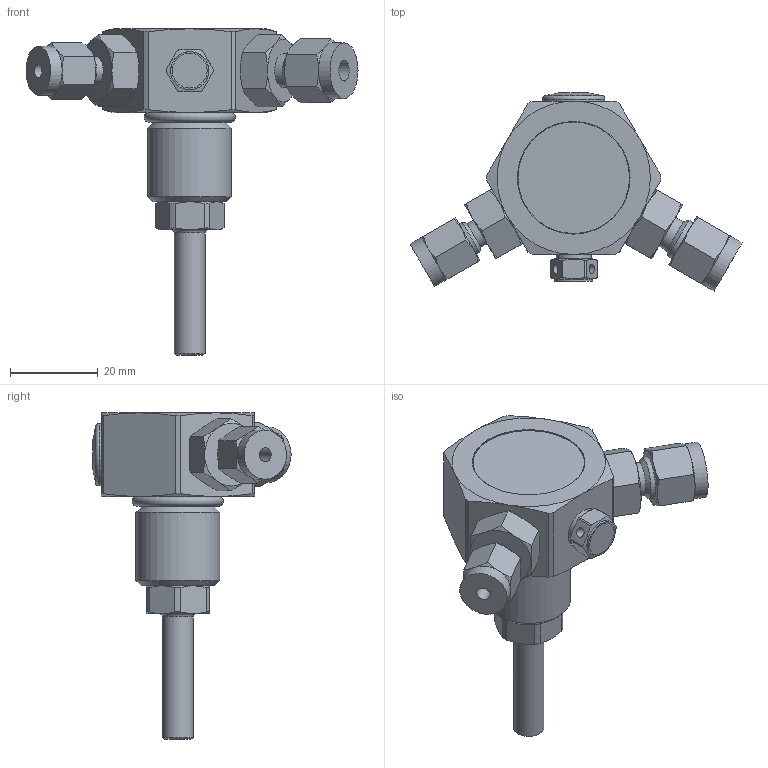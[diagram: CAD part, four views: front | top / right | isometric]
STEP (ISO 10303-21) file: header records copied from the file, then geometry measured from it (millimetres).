
FILE_DESCRIPTION(('STEP AP214'),'1');
FILE_NAME('00MAN-0026-00 (LPM-75-KF High Pressure Manifold) _Customer Model_.stp','2024-03-28T20:15:21',(' '),(' '),'Spatial InterOp 3D',' ',' ');
FILE_SCHEMA(('AUTOMOTIVE_DESIGN { 1 0 10303 214 1 1 1 1 }'));
Length unit declared in the file: inch
Products named in the file (17): 00MAN-0026-00 (LPM-75-KF High Pressure Manifold) [Customer Model]; 00MAN-0020-00$-2 (Low Profile Cylinder Manifold (LPM), SAE-8M + 3xSAE-4Fx120° + HPRD); 00HDW-0108-00 (SAE-4M x 1/8" Tube Adapter, Brass); 00HDW-0110-00 (SAE-4M x 3/16" Tube Adapter, Brass); #560; Burst Plug Holder Template, CG-1 Rupture-Disk type, Radial Vents) [Sherwood 9-4000-60-xx]; Rupture Disk; Copper Gasket Seal; CG-1 [Orange] Color-Code Label; Plug; 19035-0004-00 (SAE-4M Port Plug); Dip Tube; 00IPR-0208-00[=Ax] (Diptube, SAE-4 One Piece) [PLM IPR-0208-00]; 09001-3908-70 (O-ring, EPDM, 3-908 (SAE-8), E70); 5RGX0-0001-00[=A] (Label, Regulator, XCR, RGX Radial)
Assembly tree (16 placements, depth 3):
  00MAN-0026-00 (LPM-75-KF High Pressure Manifold) [Customer Model]
    00MAN-0020-00$-2 (Low Profile Cylinder Manifold (LPM), SAE-8M + 3xSAE-4Fx120° + HPRD)
    00HDW-0108-00 (SAE-4M x 1/8" Tube Adapter, Brass)
    00HDW-0110-00 (SAE-4M x 3/16" Tube Adapter, Brass)
    #560
      Burst Plug Holder Template, CG-1 Rupture-Disk type, Radial Vents) [Sherwood 9-4000-60-xx]
      Rupture Disk
      Copper Gasket Seal
      CG-1 [Orange] Color-Code Label
    Plug
      19035-0004-00 (SAE-4M Port Plug)
      (unnamed)
    Dip Tube
      00IPR-0208-00[=Ax] (Diptube, SAE-4 One Piece) [PLM IPR-0208-00]
      (unnamed)
    09001-3908-70 (O-ring, EPDM, 3-908 (SAE-8), E70)
    5RGX0-0001-00[=A] (Label, Regulator, XCR, RGX Radial)
Bounding box: 75.59 x 45.12 x 74.3 mm (x, y, z)
Volume: 31182.6 mm3; surface area: 17081.3 mm2
Topology: 13 solids, 13 shells, 282 faces, 623 edges, 380 vertices
Faces by surface type: cone 117, plane 90, cylinder 61, torus 14
Full cylindrical faces by diameter (mm): 2.184 x3, 2.286 x2, 3.048 x1, 3.175 x3, 4 x1, 4.762 x1, 6.259 x1, 6.35 x1, 6.985 x2, 7.633 x1, 7.925 x2, 7.938 x1, 8.382 x1, 8.636 x1, 8.89 x1, 9.144 x2, 9.246 x1, 9.525 x3, 9.922 x1, 11.112 x7, 11.176 x1, 12.7 x1, 14.224 x1, 16.764 x1, 19.05 x1, 25.4 x1, 25.654 x1
Entity records: 9792 total; most frequent: CARTESIAN_POINT 1838, DIRECTION 1148, ORIENTED_EDGE 976, AXIS2_PLACEMENT_3D 538, EDGE_CURVE 488, EDGE_LOOP 403, VERTEX_POINT 346, FACE_OUTER_BOUND 333
